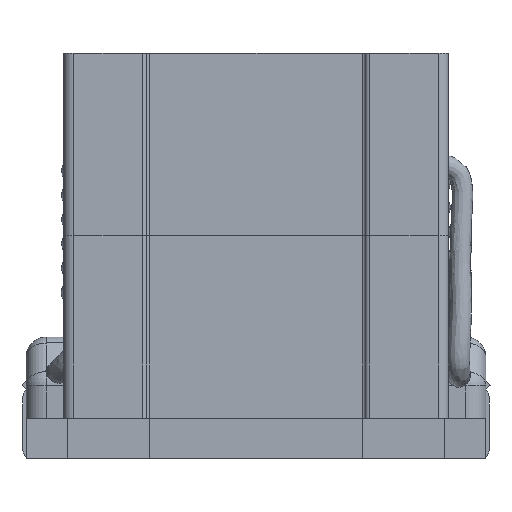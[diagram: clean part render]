
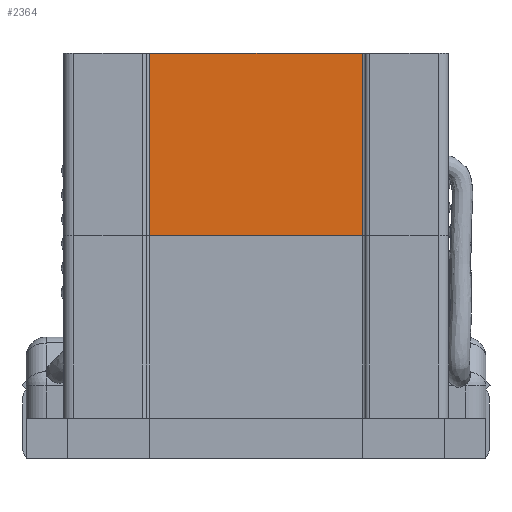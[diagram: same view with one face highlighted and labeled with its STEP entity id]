
A CAD part, left-side view. The second image highlights one B-rep face of the part: STEP entity #2364.
In plain terms, the highlighted face is planar.
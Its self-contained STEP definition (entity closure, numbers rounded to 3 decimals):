
#2364 = ADVANCED_FACE( '', ( #4614 ), #4615, .T. );
#4614 = FACE_OUTER_BOUND( '', #17280, .T. );
#4615 = PLANE( '', #17281 );
#17280 = EDGE_LOOP( '', ( #25268, #25269, #25270, #25271 ) );
#17281 = AXIS2_PLACEMENT_3D( '', #25272, #25273, #25274 );
#25268 = ORIENTED_EDGE( '', *, *, #28452, .F. );
#25269 = ORIENTED_EDGE( '', *, *, #28846, .T. );
#25270 = ORIENTED_EDGE( '', *, *, #27955, .T. );
#25271 = ORIENTED_EDGE( '', *, *, #27696, .T. );
#25272 = CARTESIAN_POINT( '', ( 12.85, 5.4, 9. ) );
#25273 = DIRECTION( '', ( 1., 0., 0. ) );
#25274 = DIRECTION( '', ( 0., 1., 0. ) );
#27696 = EDGE_CURVE( '', #31401, #31403, #31405, .T. );
#27955 = EDGE_CURVE( '', #31771, #31401, #31772, .T. );
#28452 = EDGE_CURVE( '', #32455, #31403, #32457, .T. );
#28846 = EDGE_CURVE( '', #32455, #31771, #32906, .F. );
#31401 = VERTEX_POINT( '', #38375 );
#31403 = VERTEX_POINT( '', #38377 );
#31405 = LINE( '', #38379, #38380 );
#31771 = VERTEX_POINT( '', #39267 );
#31772 = LINE( '', #39268, #39269 );
#32455 = VERTEX_POINT( '', #41105 );
#32457 = LINE( '', #41107, #41108 );
#32906 = LINE( '', #42194, #42195 );
#38375 = CARTESIAN_POINT( '', ( 12.85, -5.25, 9. ) );
#38377 = CARTESIAN_POINT( '', ( 12.85, -5.25, 0. ) );
#38379 = CARTESIAN_POINT( '', ( 12.85, -5.25, 0. ) );
#38380 = VECTOR( '', #44111, 1000. );
#39267 = CARTESIAN_POINT( '', ( 12.85, 5.25, 9. ) );
#39268 = CARTESIAN_POINT( '', ( 12.85, 5.4, 9. ) );
#39269 = VECTOR( '', #44385, 1000. );
#41105 = CARTESIAN_POINT( '', ( 12.85, 5.25, 0. ) );
#41107 = CARTESIAN_POINT( '', ( 12.85, 5.4, 0. ) );
#41108 = VECTOR( '', #44940, 1000. );
#42194 = CARTESIAN_POINT( '', ( 12.85, 5.25, 9. ) );
#42195 = VECTOR( '', #45259, 1000. );
#44111 = DIRECTION( '', ( 0., 0., -1. ) );
#44385 = DIRECTION( '', ( 0., -1., 0. ) );
#44940 = DIRECTION( '', ( 0., -1., 0. ) );
#45259 = DIRECTION( '', ( 0., 0., -1. ) );
